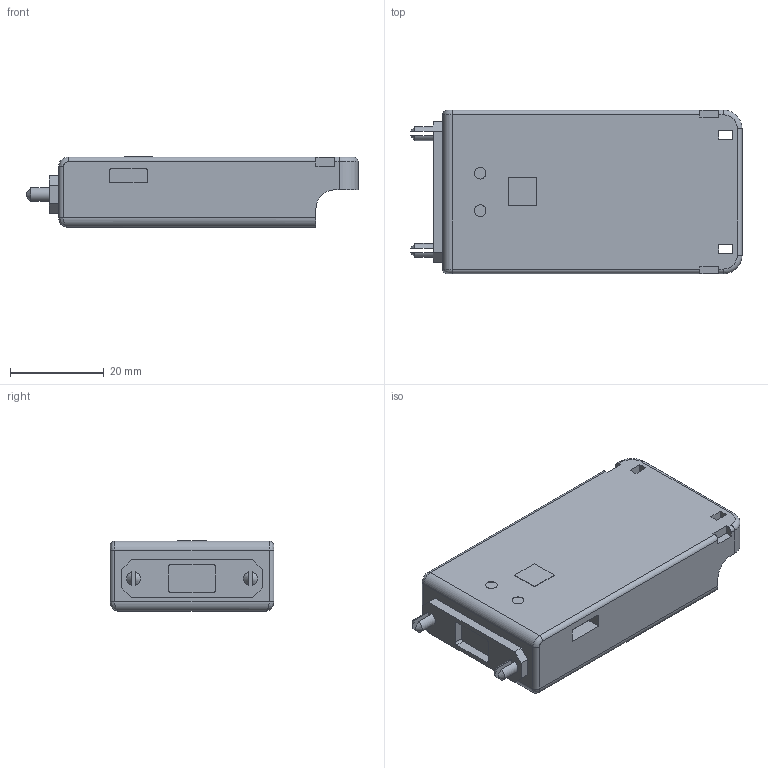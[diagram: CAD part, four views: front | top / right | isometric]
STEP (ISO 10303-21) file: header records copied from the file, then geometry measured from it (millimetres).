
FILE_DESCRIPTION(/* description */ (''),/* implementation_level */ '2;1');
FILE_NAME(/* name */ '3d_CX02-.stp',/* time_stamp */ '2017-11-20T13:45:06+01:00',/* author */ ('Andrzej'),/* organization */ (''),/* preprocessor_version */ 'ST-DEVELOPER v16.13',/* originating_system */ 'AutoCAD Mechanical',/* authorisation */ '');
FILE_SCHEMA (('AUTOMOTIVE_DESIGN { 1 0 10303 214 3 1 1 }'));
Length unit declared in the file: millimetre
Products named in the file (1): Product
Bounding box: 71 x 35 x 15.1 mm (x, y, z)
Volume: 31013.8 mm3; surface area: 7632.4 mm2
Topology: 1 solids, 1 shells, 94 faces, 234 edges, 150 vertices
Faces by surface type: plane 56, cylinder 28, cone 4, bspline 4, torus 2
Full cylindrical faces by diameter (mm): 2.5 x2, 4.5 x2
Entity records: 2863 total; most frequent: CARTESIAN_POINT 599, DIRECTION 462, ORIENTED_EDGE 456, EDGE_CURVE 228, LINE 160, VECTOR 160, AXIS2_PLACEMENT_3D 151, VERTEX_POINT 150
